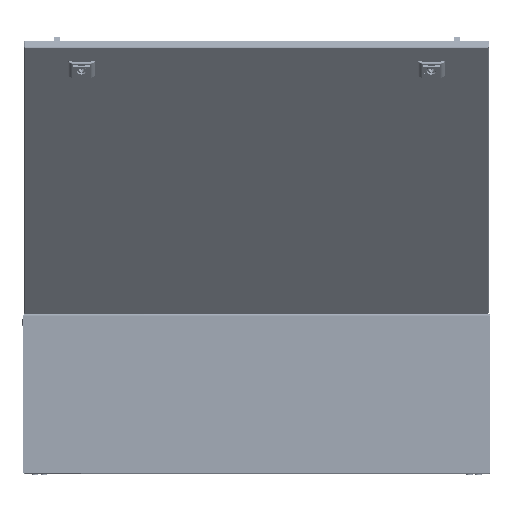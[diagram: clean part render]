
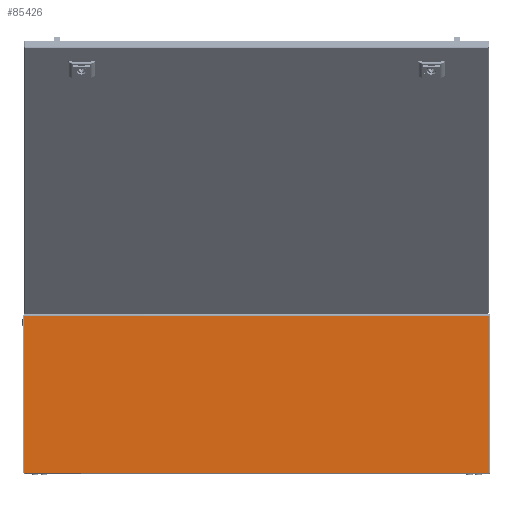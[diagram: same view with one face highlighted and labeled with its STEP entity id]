
A CAD part, front view. The second image highlights one B-rep face of the part: STEP entity #85426.
In plain terms, the highlighted planar face has unit normal (0, -1, 0).
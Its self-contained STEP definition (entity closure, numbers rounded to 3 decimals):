
#8137 = CARTESIAN_POINT ( 'NONE',  ( -398.4, -300., 270.5 ) ) ;
#8139 = CARTESIAN_POINT ( 'NONE',  ( -398.4, -300., 1.5 ) ) ;
#8147 = CARTESIAN_POINT ( 'NONE',  ( 398.4, -300., 270.5 ) ) ;
#8150 = CARTESIAN_POINT ( 'NONE',  ( 398.4, -300., 1.5 ) ) ;
#12210 = VERTEX_POINT ( 'NONE', #8137 ) ;
#12212 = VERTEX_POINT ( 'NONE', #8139 ) ;
#12220 = VERTEX_POINT ( 'NONE', #8147 ) ;
#12224 = VERTEX_POINT ( 'NONE', #8150 ) ;
#26860 = LINE ( 'NONE', #26946, #146910 ) ;
#26900 = LINE ( 'NONE', #26907, #146909 ) ;
#26907 = CARTESIAN_POINT ( 'NONE',  ( -398.5, -300., 1.5 ) ) ;
#26911 = DIRECTION ( 'NONE',  ( -1., 0., 0. ) ) ;
#26930 = LINE ( 'NONE', #26938, #146912 ) ;
#26938 = CARTESIAN_POINT ( 'NONE',  ( 397.793, -300., 270.5 ) ) ;
#26942 = DIRECTION ( 'NONE',  ( -1., 0., 0. ) ) ;
#26946 = CARTESIAN_POINT ( 'NONE',  ( -398.4, -300., 1.5 ) ) ;
#26956 = DIRECTION ( 'NONE',  ( 0., 0., 1. ) ) ;
#26960 = LINE ( 'NONE', #26967, #146914 ) ;
#26967 = CARTESIAN_POINT ( 'NONE',  ( 398.4, -300., 1.5 ) ) ;
#26971 = DIRECTION ( 'NONE',  ( 0., 0., 1. ) ) ;
#34028 = ORIENTED_EDGE ( 'NONE', *, *, #89170, .F. ) ;
#34030 = ORIENTED_EDGE ( 'NONE', *, *, #89186, .T. ) ;
#68336 = CARTESIAN_POINT ( 'NONE',  ( -398.5, -300., 272. ) ) ;
#68389 = FACE_OUTER_BOUND ( 'NONE', #116467, .T. ) ;
#68395 = PLANE ( 'NONE',  #105081 ) ;
#68406 = DIRECTION ( 'NONE',  ( 0., 1., 0. ) ) ;
#68412 = DIRECTION ( 'NONE',  ( 0., 0., 1. ) ) ;
#85426 = ADVANCED_FACE ( 'NONE', ( #68389 ), #68395, .F. ) ;
#89170 = EDGE_CURVE ( 'NONE', #12224, #12212, #26900, .T. ) ;
#89178 = EDGE_CURVE ( 'NONE', #12220, #12210, #26930, .T. ) ;
#89181 = EDGE_CURVE ( 'NONE', #12212, #12210, #26860, .T. ) ;
#89186 = EDGE_CURVE ( 'NONE', #12224, #12220, #26960, .T. ) ;
#90258 = ORIENTED_EDGE ( 'NONE', *, *, #89181, .F. ) ;
#90261 = ORIENTED_EDGE ( 'NONE', *, *, #89178, .T. ) ;
#105081 = AXIS2_PLACEMENT_3D ( 'NONE', #68336, #68406, #68412 ) ;
#116467 = EDGE_LOOP ( 'NONE', ( #90261, #90258, #34028, #34030 ) ) ;
#146909 = VECTOR ( 'NONE', #26911, 1000. ) ;
#146910 = VECTOR ( 'NONE', #26956, 1000. ) ;
#146912 = VECTOR ( 'NONE', #26942, 1000. ) ;
#146914 = VECTOR ( 'NONE', #26971, 1000. ) ;
